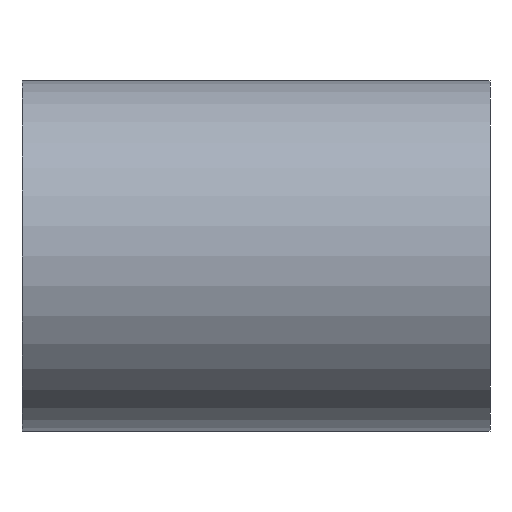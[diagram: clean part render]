
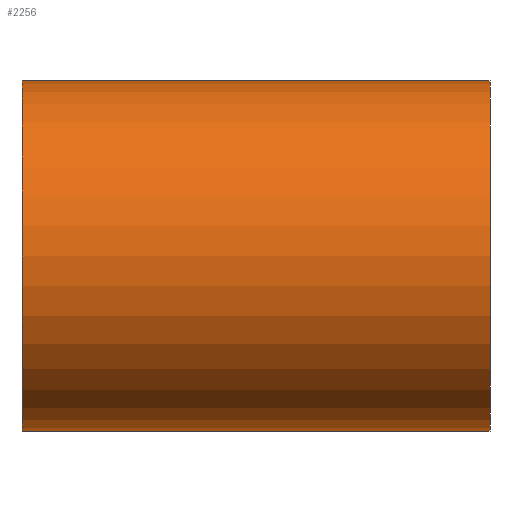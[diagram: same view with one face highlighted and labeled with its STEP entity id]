
A CAD part, left-side view. The second image highlights one B-rep face of the part: STEP entity #2256.
In plain terms, the highlighted cylindrical face has radius 2.375 mm (diameter 4.75 mm), a partial arc.
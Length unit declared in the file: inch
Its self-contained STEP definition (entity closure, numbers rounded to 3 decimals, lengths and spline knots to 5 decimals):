
#50 = EDGE_LOOP ( 'NONE', ( #2252, #2251, #2246, #2248 ) ) ;
#62 = EDGE_CURVE ( 'NONE', #2910, #2997, #272, .T. ) ;
#268 = DIRECTION ( 'NONE',  ( 0., 0., -1. ) ) ;
#269 = DIRECTION ( 'NONE',  ( 0., -1., 0. ) ) ;
#270 = CARTESIAN_POINT ( 'NONE',  ( 0., 0., 0. ) ) ;
#271 = AXIS2_PLACEMENT_3D ( 'NONE', #270, #269, #268 ) ;
#272 = CIRCLE ( 'NONE', #271, 0.0935 ) ;
#449 = DIRECTION ( 'NONE',  ( 0., 0., -1. ) ) ;
#450 = DIRECTION ( 'NONE',  ( 0., -1., 0. ) ) ;
#451 = CARTESIAN_POINT ( 'NONE',  ( 0., 0., 0. ) ) ;
#452 = AXIS2_PLACEMENT_3D ( 'NONE', #451, #450, #449 ) ;
#454 = CYLINDRICAL_SURFACE ( 'NONE', #452, 0.0935 ) ;
#455 = FACE_OUTER_BOUND ( 'NONE', #50, .T. ) ;
#456 = DIRECTION ( 'NONE',  ( 0., 0., -1. ) ) ;
#457 = DIRECTION ( 'NONE',  ( 0., -1., 0. ) ) ;
#458 = CARTESIAN_POINT ( 'NONE',  ( 0., 0.25, 0. ) ) ;
#459 = AXIS2_PLACEMENT_3D ( 'NONE', #458, #457, #456 ) ;
#460 = CIRCLE ( 'NONE', #459, 0.0935 ) ;
#1436 = DIRECTION ( 'NONE',  ( 0., -1., 0. ) ) ;
#1437 = VECTOR ( 'NONE', #1436, 39.37008 ) ;
#1438 = CARTESIAN_POINT ( 'NONE',  ( 0., 0., 0.0935 ) ) ;
#1439 = LINE ( 'NONE', #1438, #1437 ) ;
#1448 = CARTESIAN_POINT ( 'NONE',  ( 0., 0.25, 0.0935 ) ) ;
#1571 = CARTESIAN_POINT ( 'NONE',  ( 0., 0.25, -0.0935 ) ) ;
#1976 = CARTESIAN_POINT ( 'NONE',  ( 0., 0., 0.0935 ) ) ;
#2246 = ORIENTED_EDGE ( 'NONE', *, *, #2999, .T. ) ;
#2248 = ORIENTED_EDGE ( 'NONE', *, *, #62, .F. ) ;
#2251 = ORIENTED_EDGE ( 'NONE', *, *, #2253, .T. ) ;
#2252 = ORIENTED_EDGE ( 'NONE', *, *, #2702, .F. ) ;
#2253 = EDGE_CURVE ( 'NONE', #2701, #2749, #460, .T. ) ;
#2256 = ADVANCED_FACE ( 'NONE', ( #455 ), #454, .T. ) ;
#2620 = DIRECTION ( 'NONE',  ( 0., -1., 0. ) ) ;
#2621 = VECTOR ( 'NONE', #2620, 39.37008 ) ;
#2622 = CARTESIAN_POINT ( 'NONE',  ( 0., 0., -0.0935 ) ) ;
#2623 = LINE ( 'NONE', #2622, #2621 ) ;
#2624 = CARTESIAN_POINT ( 'NONE',  ( 0., 0., -0.0935 ) ) ;
#2701 = VERTEX_POINT ( 'NONE', #1448 ) ;
#2702 = EDGE_CURVE ( 'NONE', #2701, #2910, #1439, .T. ) ;
#2749 = VERTEX_POINT ( 'NONE', #1571 ) ;
#2910 = VERTEX_POINT ( 'NONE', #1976 ) ;
#2997 = VERTEX_POINT ( 'NONE', #2624 ) ;
#2999 = EDGE_CURVE ( 'NONE', #2749, #2997, #2623, .T. ) ;
